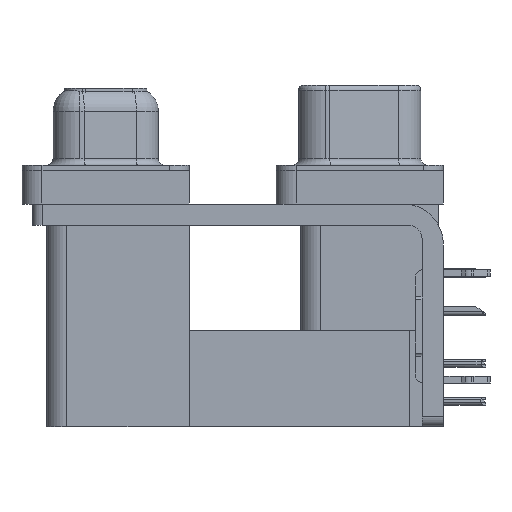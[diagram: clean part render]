
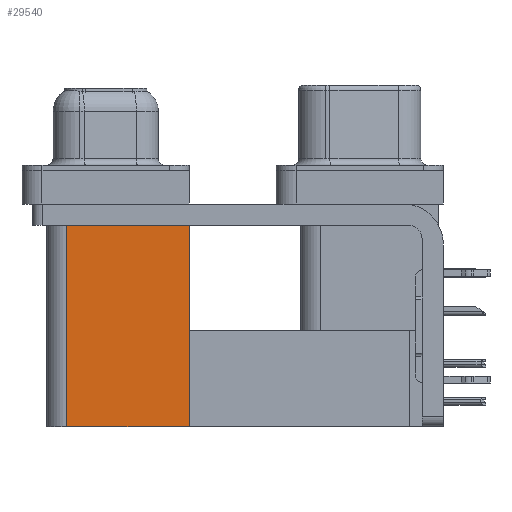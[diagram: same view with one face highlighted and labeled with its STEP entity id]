
A CAD part, left-side view. The second image highlights one B-rep face of the part: STEP entity #29540.
In plain terms, the highlighted planar face has unit normal (-1, 0, 0).
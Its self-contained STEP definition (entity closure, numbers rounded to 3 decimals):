
#613 = DIRECTION ( 'NONE',  ( 0., 1., 0. ) ) ;
#1606 = FACE_OUTER_BOUND ( 'NONE', #40955, .T. ) ;
#1824 = CARTESIAN_POINT ( 'NONE',  ( 3.765, 12.775, -19.2 ) ) ;
#2483 = AXIS2_PLACEMENT_3D ( 'NONE', #1824, #22857, #19276 ) ;
#4861 = EDGE_CURVE ( 'NONE', #21782, #11213, #42235, .T. ) ;
#5187 = ORIENTED_EDGE ( 'NONE', *, *, #15912, .F. ) ;
#5711 = ORIENTED_EDGE ( 'NONE', *, *, #4861, .F. ) ;
#6479 = DIRECTION ( 'NONE',  ( 0., 0., 1. ) ) ;
#7829 = VERTEX_POINT ( 'NONE', #14399 ) ;
#9370 = CARTESIAN_POINT ( 'NONE',  ( 3.765, 12.775, -19.2 ) ) ;
#10895 = CARTESIAN_POINT ( 'NONE',  ( 3.765, 12.775, -19.2 ) ) ;
#11213 = VERTEX_POINT ( 'NONE', #24966 ) ;
#11683 = EDGE_CURVE ( 'NONE', #21782, #7829, #30402, .T. ) ;
#12383 = DIRECTION ( 'NONE',  ( 0., 0., 1. ) ) ;
#14399 = CARTESIAN_POINT ( 'NONE',  ( 3.765, 12.775, -2.5 ) ) ;
#15912 = EDGE_CURVE ( 'NONE', #11213, #18190, #28975, .T. ) ;
#16629 = EDGE_CURVE ( 'NONE', #7829, #18190, #21653, .T. ) ;
#17195 = ORIENTED_EDGE ( 'NONE', *, *, #11683, .T. ) ;
#18190 = VERTEX_POINT ( 'NONE', #35258 ) ;
#19276 = DIRECTION ( 'NONE',  ( 0., 1., 0. ) ) ;
#21653 = LINE ( 'NONE', #35294, #27750 ) ;
#21782 = VERTEX_POINT ( 'NONE', #10895 ) ;
#22857 = DIRECTION ( 'NONE',  ( 1., 0., 0. ) ) ;
#24966 = CARTESIAN_POINT ( 'NONE',  ( 3.765, 21.975, -19.2 ) ) ;
#27750 = VECTOR ( 'NONE', #31945, 1000. ) ;
#28869 = ORIENTED_EDGE ( 'NONE', *, *, #16629, .T. ) ;
#28975 = LINE ( 'NONE', #39263, #34807 ) ;
#29540 = ADVANCED_FACE ( 'NONE', ( #1606 ), #29576, .F. ) ;
#29576 = PLANE ( 'NONE',  #2483 ) ;
#29767 = VECTOR ( 'NONE', #6479, 1000. ) ;
#30402 = LINE ( 'NONE', #9370, #29767 ) ;
#31945 = DIRECTION ( 'NONE',  ( 0., 1., 0. ) ) ;
#34807 = VECTOR ( 'NONE', #12383, 1000. ) ;
#35258 = CARTESIAN_POINT ( 'NONE',  ( 3.765, 21.975, -2.5 ) ) ;
#35294 = CARTESIAN_POINT ( 'NONE',  ( 3.765, 12.775, -2.5 ) ) ;
#38680 = CARTESIAN_POINT ( 'NONE',  ( 3.765, 12.775, -19.2 ) ) ;
#39263 = CARTESIAN_POINT ( 'NONE',  ( 3.765, 21.975, -19.2 ) ) ;
#40955 = EDGE_LOOP ( 'NONE', ( #28869, #5187, #5711, #17195 ) ) ;
#41234 = VECTOR ( 'NONE', #613, 1000. ) ;
#42235 = LINE ( 'NONE', #38680, #41234 ) ;
